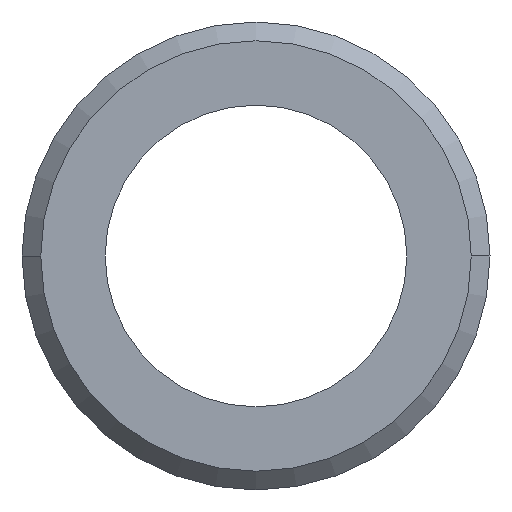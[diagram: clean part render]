
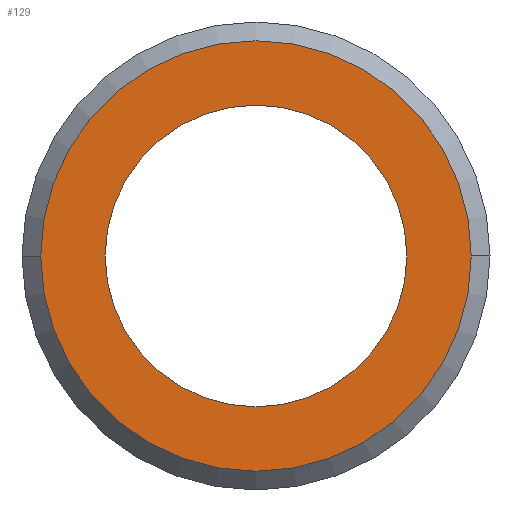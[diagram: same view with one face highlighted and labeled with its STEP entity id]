
A CAD part, left-side view. The second image highlights one B-rep face of the part: STEP entity #129.
In plain terms, the highlighted planar face has unit normal (-1, 0, 0).
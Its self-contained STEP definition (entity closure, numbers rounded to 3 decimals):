
#6 = AXIS2_PLACEMENT_3D ( 'NONE', #119, #232, #265 ) ;
#14 = CIRCLE ( 'NONE', #142, 8.05 ) ;
#32 = VERTEX_POINT ( 'NONE', #115 ) ;
#34 = EDGE_LOOP ( 'NONE', ( #137, #81 ) ) ;
#43 = CIRCLE ( 'NONE', #272, 11.49 ) ;
#52 = CARTESIAN_POINT ( 'NONE',  ( -49., -11.49, 0. ) ) ;
#53 = ORIENTED_EDGE ( 'NONE', *, *, #192, .T. ) ;
#81 = ORIENTED_EDGE ( 'NONE', *, *, #308, .T. ) ;
#92 = EDGE_CURVE ( 'NONE', #249, #109, #43, .T. ) ;
#93 = CARTESIAN_POINT ( 'NONE',  ( -49., 11.49, 0. ) ) ;
#96 = CARTESIAN_POINT ( 'NONE',  ( -49., 0., 0. ) ) ;
#97 = AXIS2_PLACEMENT_3D ( 'NONE', #175, #312, #334 ) ;
#107 = FACE_BOUND ( 'NONE', #305, .T. ) ;
#109 = VERTEX_POINT ( 'NONE', #52 ) ;
#115 = CARTESIAN_POINT ( 'NONE',  ( -49., 8.05, 0. ) ) ;
#118 = CIRCLE ( 'NONE', #233, 11.49 ) ;
#119 = CARTESIAN_POINT ( 'NONE',  ( -49., 0., 0. ) ) ;
#129 = ADVANCED_FACE ( 'NONE', ( #164, #107 ), #136, .T. ) ;
#136 = PLANE ( 'NONE',  #97 ) ;
#137 = ORIENTED_EDGE ( 'NONE', *, *, #92, .T. ) ;
#142 = AXIS2_PLACEMENT_3D ( 'NONE', #180, #291, #342 ) ;
#164 = FACE_OUTER_BOUND ( 'NONE', #34, .T. ) ;
#165 = VERTEX_POINT ( 'NONE', #177 ) ;
#170 = ORIENTED_EDGE ( 'NONE', *, *, #286, .T. ) ;
#175 = CARTESIAN_POINT ( 'NONE',  ( -49., 0., 0. ) ) ;
#177 = CARTESIAN_POINT ( 'NONE',  ( -49., -8.05, 0. ) ) ;
#180 = CARTESIAN_POINT ( 'NONE',  ( -49., 0., 0. ) ) ;
#192 = EDGE_CURVE ( 'NONE', #32, #165, #253, .T. ) ;
#232 = DIRECTION ( 'NONE',  ( 1., 0., 0. ) ) ;
#233 = AXIS2_PLACEMENT_3D ( 'NONE', #295, #301, #321 ) ;
#242 = DIRECTION ( 'NONE',  ( -1., 0., 0. ) ) ;
#249 = VERTEX_POINT ( 'NONE', #93 ) ;
#253 = CIRCLE ( 'NONE', #6, 8.05 ) ;
#265 = DIRECTION ( 'NONE',  ( 0., 1., 0. ) ) ;
#272 = AXIS2_PLACEMENT_3D ( 'NONE', #96, #242, #328 ) ;
#286 = EDGE_CURVE ( 'NONE', #165, #32, #14, .T. ) ;
#291 = DIRECTION ( 'NONE',  ( 1., 0., 0. ) ) ;
#295 = CARTESIAN_POINT ( 'NONE',  ( -49., 0., 0. ) ) ;
#301 = DIRECTION ( 'NONE',  ( -1., 0., 0. ) ) ;
#305 = EDGE_LOOP ( 'NONE', ( #53, #170 ) ) ;
#308 = EDGE_CURVE ( 'NONE', #109, #249, #118, .T. ) ;
#312 = DIRECTION ( 'NONE',  ( -1., 0., 0. ) ) ;
#321 = DIRECTION ( 'NONE',  ( 0., -1., 0. ) ) ;
#328 = DIRECTION ( 'NONE',  ( 0., -1., 0. ) ) ;
#334 = DIRECTION ( 'NONE',  ( 0., -1., 0. ) ) ;
#342 = DIRECTION ( 'NONE',  ( 0., 1., 0. ) ) ;
